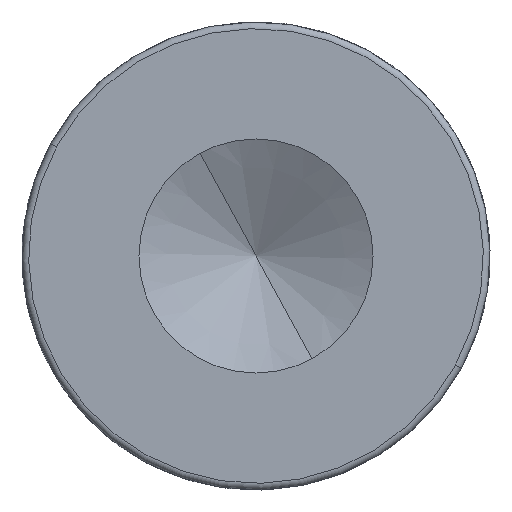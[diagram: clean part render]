
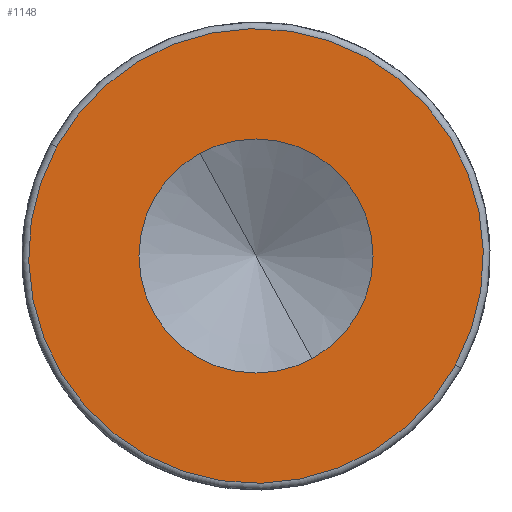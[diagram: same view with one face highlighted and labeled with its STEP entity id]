
A CAD part, left-side view. The second image highlights one B-rep face of the part: STEP entity #1148.
In plain terms, the highlighted planar face has unit normal (-1, 0, 0).
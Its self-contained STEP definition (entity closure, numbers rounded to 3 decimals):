
#252=CARTESIAN_POINT('Vertex',(0.,17.5,0.)) ;
#255=CARTESIAN_POINT('Axis2P3D Location',(0.,0.,0.)) ;
#259=CARTESIAN_POINT('Vertex',(0.,-17.5,0.)) ;
#322=CARTESIAN_POINT('Axis2P3D Location',(0.,0.,0.)) ;
#1121=CARTESIAN_POINT('Axis2P3D Location',(0.,0.,0.)) ;
#1126=CARTESIAN_POINT('Axis2P3D Location',(0.,0.,0.)) ;
#1130=CARTESIAN_POINT('Vertex',(0.,-29.838,-16.3)) ;
#1132=CARTESIAN_POINT('Vertex',(0.,29.838,16.3)) ;
#1135=CARTESIAN_POINT('Axis2P3D Location',(0.,0.,0.)) ;
#256=DIRECTION('Axis2P3D Direction',(-1.,-0.,0.)) ;
#323=DIRECTION('Axis2P3D Direction',(-1.,-0.,0.)) ;
#1122=DIRECTION('Axis2P3D Direction',(1.,0.,0.)) ;
#1123=DIRECTION('Axis2P3D XDirection',(0.,1.,0.)) ;
#1127=DIRECTION('Axis2P3D Direction',(1.,0.,0.)) ;
#1136=DIRECTION('Axis2P3D Direction',(1.,0.,0.)) ;
#257=AXIS2_PLACEMENT_3D('Circle Axis2P3D',#255,#256,$) ;
#324=AXIS2_PLACEMENT_3D('Circle Axis2P3D',#322,#323,$) ;
#1124=AXIS2_PLACEMENT_3D('Plane Axis2P3D',#1121,#1122,#1123) ;
#1128=AXIS2_PLACEMENT_3D('Circle Axis2P3D',#1126,#1127,$) ;
#1137=AXIS2_PLACEMENT_3D('Circle Axis2P3D',#1135,#1136,$) ;
#1141=ORIENTED_EDGE('',*,*,#1134,.F.) ;
#1142=ORIENTED_EDGE('',*,*,#1139,.F.) ;
#1145=ORIENTED_EDGE('',*,*,#261,.F.) ;
#1146=ORIENTED_EDGE('',*,*,#326,.F.) ;
#1147=FACE_BOUND('',#1144,.T.) ;
#1148=ADVANCED_FACE('PartBody',(#1143,#1147),#1125,.F.) ;
#258=CIRCLE('generated circle',#257,17.5) ;
#325=CIRCLE('generated circle',#324,17.5) ;
#1129=CIRCLE('generated circle',#1128,34.) ;
#1138=CIRCLE('generated circle',#1137,34.) ;
#261=EDGE_CURVE('',#253,#260,#258,.T.) ;
#326=EDGE_CURVE('',#260,#253,#325,.T.) ;
#1134=EDGE_CURVE('',#1131,#1133,#1129,.T.) ;
#1139=EDGE_CURVE('',#1133,#1131,#1138,.T.) ;
#1140=EDGE_LOOP('',(#1141,#1142)) ;
#1144=EDGE_LOOP('',(#1145,#1146)) ;
#1143=FACE_OUTER_BOUND('',#1140,.T.) ;
#1125=PLANE('',#1124) ;
#253=VERTEX_POINT('',#252) ;
#260=VERTEX_POINT('',#259) ;
#1131=VERTEX_POINT('',#1130) ;
#1133=VERTEX_POINT('',#1132) ;
